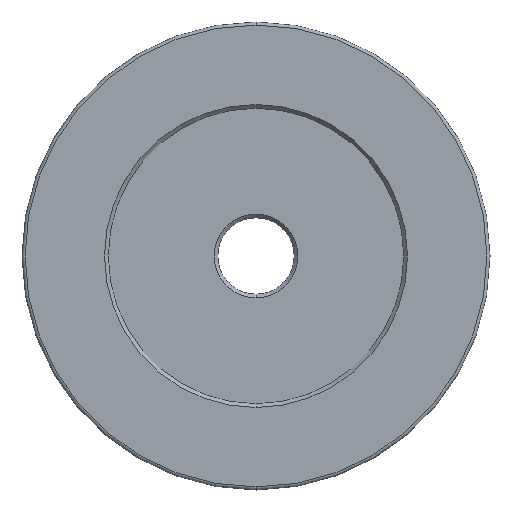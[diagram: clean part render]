
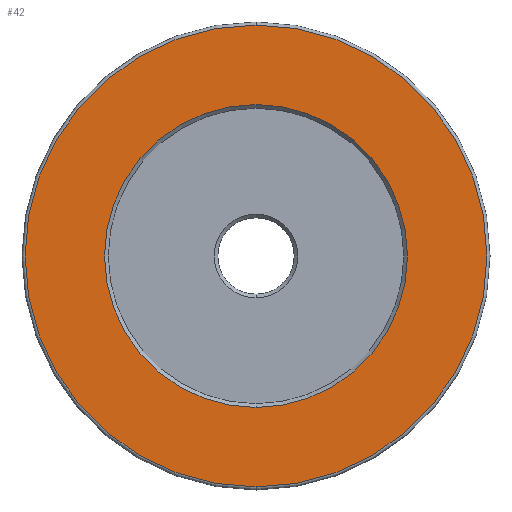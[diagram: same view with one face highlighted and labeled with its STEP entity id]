
A CAD part, front view. The second image highlights one B-rep face of the part: STEP entity #42.
In plain terms, the highlighted planar face has unit normal (0, -1, 0).
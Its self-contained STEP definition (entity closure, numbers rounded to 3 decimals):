
#25 = DIRECTION ( 'NONE',  ( 0., 0., 1. ) ) ;
#38 = CARTESIAN_POINT ( 'NONE',  ( -7.547, -5.894, 56.75 ) ) ;
#42 = ADVANCED_FACE ( 'NONE', ( #268, #162 ), #307, .F. ) ;
#66 = DIRECTION ( 'NONE',  ( 0., 0., 1. ) ) ;
#67 = AXIS2_PLACEMENT_3D ( 'NONE', #79, #273, #25 ) ;
#77 = DIRECTION ( 'NONE',  ( 0., 1., 0. ) ) ;
#79 = CARTESIAN_POINT ( 'NONE',  ( -7.547, -5.894, 38. ) ) ;
#96 = CIRCLE ( 'NONE', #181, 18.75 ) ;
#137 = ORIENTED_EDGE ( 'NONE', *, *, #303, .T. ) ;
#152 = CIRCLE ( 'NONE', #441, 18.75 ) ;
#162 = FACE_BOUND ( 'NONE', #555, .T. ) ;
#181 = AXIS2_PLACEMENT_3D ( 'NONE', #498, #462, #231 ) ;
#224 = CARTESIAN_POINT ( 'NONE',  ( -7.547, -5.894, 25.7 ) ) ;
#226 = EDGE_CURVE ( 'NONE', #325, #360, #526, .T. ) ;
#230 = ORIENTED_EDGE ( 'NONE', *, *, #428, .T. ) ;
#231 = DIRECTION ( 'NONE',  ( 0., 0., 1. ) ) ;
#268 = FACE_OUTER_BOUND ( 'NONE', #472, .T. ) ;
#271 = CARTESIAN_POINT ( 'NONE',  ( -7.547, -5.894, 50.3 ) ) ;
#273 = DIRECTION ( 'NONE',  ( 0., 1., 0. ) ) ;
#283 = CIRCLE ( 'NONE', #355, 12.3 ) ;
#289 = CARTESIAN_POINT ( 'NONE',  ( -7.547, -5.894, 19.25 ) ) ;
#303 = EDGE_CURVE ( 'NONE', #489, #450, #96, .T. ) ;
#304 = CARTESIAN_POINT ( 'NONE',  ( -7.547, -5.894, 38. ) ) ;
#307 = PLANE ( 'NONE',  #67 ) ;
#319 = ORIENTED_EDGE ( 'NONE', *, *, #349, .T. ) ;
#325 = VERTEX_POINT ( 'NONE', #224 ) ;
#349 = EDGE_CURVE ( 'NONE', #360, #325, #283, .T. ) ;
#355 = AXIS2_PLACEMENT_3D ( 'NONE', #400, #77, #409 ) ;
#360 = VERTEX_POINT ( 'NONE', #271 ) ;
#400 = CARTESIAN_POINT ( 'NONE',  ( -7.547, -5.894, 38. ) ) ;
#409 = DIRECTION ( 'NONE',  ( 0., 0., 1. ) ) ;
#428 = EDGE_CURVE ( 'NONE', #450, #489, #152, .T. ) ;
#441 = AXIS2_PLACEMENT_3D ( 'NONE', #596, #494, #558 ) ;
#450 = VERTEX_POINT ( 'NONE', #38 ) ;
#462 = DIRECTION ( 'NONE',  ( 0., -1., 0. ) ) ;
#472 = EDGE_LOOP ( 'NONE', ( #230, #137 ) ) ;
#489 = VERTEX_POINT ( 'NONE', #289 ) ;
#490 = DIRECTION ( 'NONE',  ( 0., 1., 0. ) ) ;
#494 = DIRECTION ( 'NONE',  ( 0., -1., 0. ) ) ;
#498 = CARTESIAN_POINT ( 'NONE',  ( -7.547, -5.894, 38. ) ) ;
#526 = CIRCLE ( 'NONE', #604, 12.3 ) ;
#555 = EDGE_LOOP ( 'NONE', ( #581, #319 ) ) ;
#558 = DIRECTION ( 'NONE',  ( 0., 0., 1. ) ) ;
#581 = ORIENTED_EDGE ( 'NONE', *, *, #226, .T. ) ;
#596 = CARTESIAN_POINT ( 'NONE',  ( -7.547, -5.894, 38. ) ) ;
#604 = AXIS2_PLACEMENT_3D ( 'NONE', #304, #490, #66 ) ;
